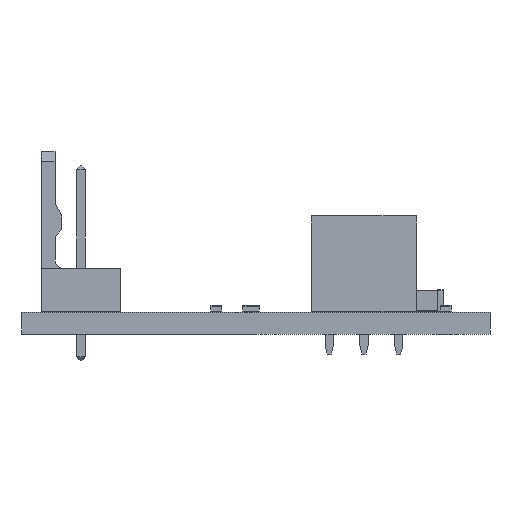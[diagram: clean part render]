
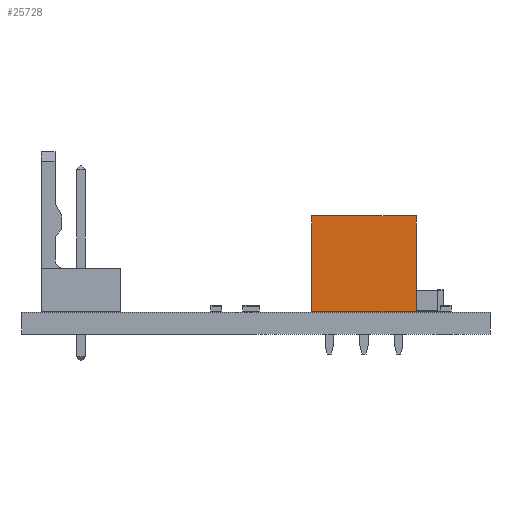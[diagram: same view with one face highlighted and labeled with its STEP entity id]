
A CAD part, left-side view. The second image highlights one B-rep face of the part: STEP entity #25728.
In plain terms, the highlighted planar face has unit normal (-1, 0, 0).
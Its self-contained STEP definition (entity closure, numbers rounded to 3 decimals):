
#23202 = PLANE('',#23203);
#23203 = AXIS2_PLACEMENT_3D('',#23204,#23205,#23206);
#23204 = CARTESIAN_POINT('',(-3.81,-6.35,0.));
#23205 = DIRECTION('',(0.,1.,0.));
#23206 = DIRECTION('',(1.,0.,0.));
#23230 = PLANE('',#23231);
#23231 = AXIS2_PLACEMENT_3D('',#23232,#23233,#23234);
#23232 = CARTESIAN_POINT('',(1.27,-6.35,7.));
#23233 = DIRECTION('',(-0.,0.,-1.));
#23234 = DIRECTION('',(0.,-1.,-0.));
#23258 = PLANE('',#23259);
#23259 = AXIS2_PLACEMENT_3D('',#23260,#23261,#23262);
#23260 = CARTESIAN_POINT('',(1.27,1.27,0.));
#23261 = DIRECTION('',(0.,-1.,0.));
#23262 = DIRECTION('',(-1.,0.,0.));
#23300 = VERTEX_POINT('',#23301);
#23301 = CARTESIAN_POINT('',(-3.81,-6.35,0.));
#23317 = PLANE('',#23318);
#23318 = AXIS2_PLACEMENT_3D('',#23319,#23320,#23321);
#23319 = CARTESIAN_POINT('',(1.27,-6.35,0.));
#23320 = DIRECTION('',(-0.,0.,-1.));
#23321 = DIRECTION('',(0.,-1.,-0.));
#23329 = EDGE_CURVE('',#23300,#23330,#23332,.T.);
#23330 = VERTEX_POINT('',#23331);
#23331 = CARTESIAN_POINT('',(-3.81,-6.35,7.));
#23332 = SURFACE_CURVE('',#23333,(#23337,#23344),.PCURVE_S1.);
#23333 = LINE('',#23334,#23335);
#23334 = CARTESIAN_POINT('',(-3.81,-6.35,0.));
#23335 = VECTOR('',#23336,1.);
#23336 = DIRECTION('',(0.,0.,1.));
#23337 = PCURVE('',#23202,#23338);
#23338 = DEFINITIONAL_REPRESENTATION('',(#23339),#23343);
#23339 = LINE('',#23340,#23341);
#23340 = CARTESIAN_POINT('',(0.,0.));
#23341 = VECTOR('',#23342,1.);
#23342 = DIRECTION('',(0.,-1.));
#23343 = ( GEOMETRIC_REPRESENTATION_CONTEXT(2) 
PARAMETRIC_REPRESENTATION_CONTEXT() REPRESENTATION_CONTEXT('2D SPACE',''
  ) );
#23344 = PCURVE('',#23345,#23350);
#23345 = PLANE('',#23346);
#23346 = AXIS2_PLACEMENT_3D('',#23347,#23348,#23349);
#23347 = CARTESIAN_POINT('',(-3.81,1.27,0.));
#23348 = DIRECTION('',(1.,0.,0.));
#23349 = DIRECTION('',(0.,-1.,0.));
#23350 = DEFINITIONAL_REPRESENTATION('',(#23351),#23355);
#23351 = LINE('',#23352,#23353);
#23352 = CARTESIAN_POINT('',(7.62,0.));
#23353 = VECTOR('',#23354,1.);
#23354 = DIRECTION('',(0.,-1.));
#23355 = ( GEOMETRIC_REPRESENTATION_CONTEXT(2) 
PARAMETRIC_REPRESENTATION_CONTEXT() REPRESENTATION_CONTEXT('2D SPACE',''
  ) );
#23512 = VERTEX_POINT('',#23513);
#23513 = CARTESIAN_POINT('',(-3.81,1.27,7.));
#23534 = EDGE_CURVE('',#23535,#23512,#23537,.T.);
#23535 = VERTEX_POINT('',#23536);
#23536 = CARTESIAN_POINT('',(-3.81,1.27,0.));
#23537 = SURFACE_CURVE('',#23538,(#23542,#23549),.PCURVE_S1.);
#23538 = LINE('',#23539,#23540);
#23539 = CARTESIAN_POINT('',(-3.81,1.27,0.));
#23540 = VECTOR('',#23541,1.);
#23541 = DIRECTION('',(0.,0.,1.));
#23542 = PCURVE('',#23258,#23543);
#23543 = DEFINITIONAL_REPRESENTATION('',(#23544),#23548);
#23544 = LINE('',#23545,#23546);
#23545 = CARTESIAN_POINT('',(5.08,0.));
#23546 = VECTOR('',#23547,1.);
#23547 = DIRECTION('',(0.,-1.));
#23548 = ( GEOMETRIC_REPRESENTATION_CONTEXT(2) 
PARAMETRIC_REPRESENTATION_CONTEXT() REPRESENTATION_CONTEXT('2D SPACE',''
  ) );
#23549 = PCURVE('',#23345,#23550);
#23550 = DEFINITIONAL_REPRESENTATION('',(#23551),#23555);
#23551 = LINE('',#23552,#23553);
#23552 = CARTESIAN_POINT('',(0.,0.));
#23553 = VECTOR('',#23554,1.);
#23554 = DIRECTION('',(0.,-1.));
#23555 = ( GEOMETRIC_REPRESENTATION_CONTEXT(2) 
PARAMETRIC_REPRESENTATION_CONTEXT() REPRESENTATION_CONTEXT('2D SPACE',''
  ) );
#23679 = EDGE_CURVE('',#23512,#23330,#23680,.T.);
#23680 = SURFACE_CURVE('',#23681,(#23685,#23692),.PCURVE_S1.);
#23681 = LINE('',#23682,#23683);
#23682 = CARTESIAN_POINT('',(-3.81,1.27,7.));
#23683 = VECTOR('',#23684,1.);
#23684 = DIRECTION('',(0.,-1.,0.));
#23685 = PCURVE('',#23230,#23686);
#23686 = DEFINITIONAL_REPRESENTATION('',(#23687),#23691);
#23687 = LINE('',#23688,#23689);
#23688 = CARTESIAN_POINT('',(-7.62,5.08));
#23689 = VECTOR('',#23690,1.);
#23690 = DIRECTION('',(1.,0.));
#23691 = ( GEOMETRIC_REPRESENTATION_CONTEXT(2) 
PARAMETRIC_REPRESENTATION_CONTEXT() REPRESENTATION_CONTEXT('2D SPACE',''
  ) );
#23692 = PCURVE('',#23345,#23693);
#23693 = DEFINITIONAL_REPRESENTATION('',(#23694),#23698);
#23694 = LINE('',#23695,#23696);
#23695 = CARTESIAN_POINT('',(0.,-7.));
#23696 = VECTOR('',#23697,1.);
#23697 = DIRECTION('',(1.,0.));
#23698 = ( GEOMETRIC_REPRESENTATION_CONTEXT(2) 
PARAMETRIC_REPRESENTATION_CONTEXT() REPRESENTATION_CONTEXT('2D SPACE',''
  ) );
#24410 = EDGE_CURVE('',#23535,#23300,#24411,.T.);
#24411 = SURFACE_CURVE('',#24412,(#24416,#24423),.PCURVE_S1.);
#24412 = LINE('',#24413,#24414);
#24413 = CARTESIAN_POINT('',(-3.81,1.27,0.));
#24414 = VECTOR('',#24415,1.);
#24415 = DIRECTION('',(0.,-1.,0.));
#24416 = PCURVE('',#23317,#24417);
#24417 = DEFINITIONAL_REPRESENTATION('',(#24418),#24422);
#24418 = LINE('',#24419,#24420);
#24419 = CARTESIAN_POINT('',(-7.62,5.08));
#24420 = VECTOR('',#24421,1.);
#24421 = DIRECTION('',(1.,0.));
#24422 = ( GEOMETRIC_REPRESENTATION_CONTEXT(2) 
PARAMETRIC_REPRESENTATION_CONTEXT() REPRESENTATION_CONTEXT('2D SPACE',''
  ) );
#24423 = PCURVE('',#23345,#24424);
#24424 = DEFINITIONAL_REPRESENTATION('',(#24425),#24429);
#24425 = LINE('',#24426,#24427);
#24426 = CARTESIAN_POINT('',(0.,0.));
#24427 = VECTOR('',#24428,1.);
#24428 = DIRECTION('',(1.,0.));
#24429 = ( GEOMETRIC_REPRESENTATION_CONTEXT(2) 
PARAMETRIC_REPRESENTATION_CONTEXT() REPRESENTATION_CONTEXT('2D SPACE',''
  ) );
#25728 = ADVANCED_FACE('',(#25729),#23345,.F.);
#25729 = FACE_BOUND('',#25730,.F.);
#25730 = EDGE_LOOP('',(#25731,#25732,#25733,#25734));
#25731 = ORIENTED_EDGE('',*,*,#23534,.T.);
#25732 = ORIENTED_EDGE('',*,*,#23679,.T.);
#25733 = ORIENTED_EDGE('',*,*,#23329,.F.);
#25734 = ORIENTED_EDGE('',*,*,#24410,.F.);
